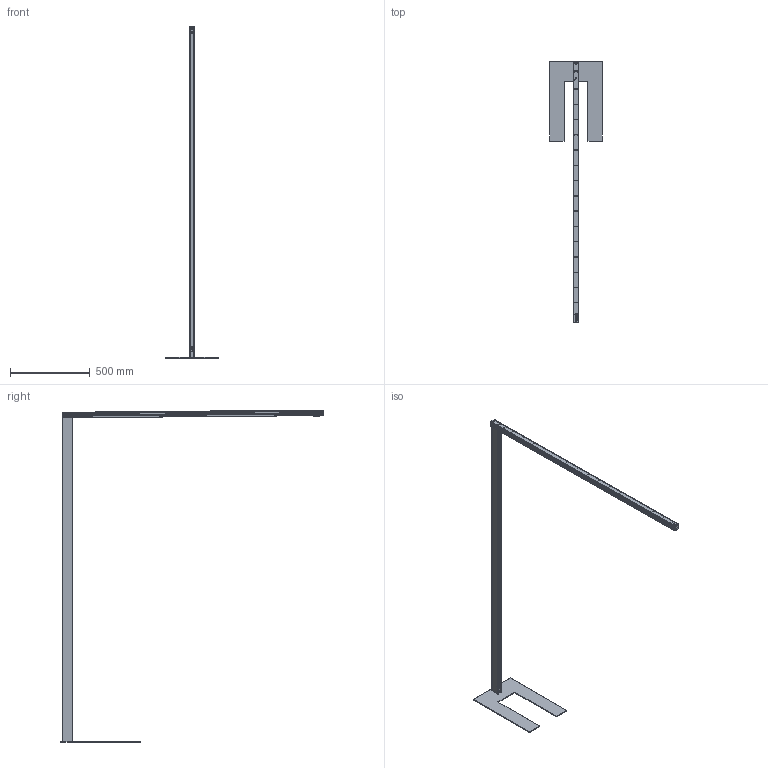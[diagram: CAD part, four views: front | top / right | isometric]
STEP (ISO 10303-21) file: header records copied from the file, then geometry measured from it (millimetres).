
FILE_DESCRIPTION(/* description */ ('This is a sample STEP configuration'),/* implementation_level */ '2;1');
FILE_NAME(/* name */ '646-002xxxxxxxxx SIMPLE.ipt_Rev_00.4.stp',/* time_stamp */ '2023-04-17T10:35:01+02:00',/* author */ ('powerJobs'),/* organization */ ('coolOrange'),/* preprocessor_version */ 'ST-DEVELOPER v19.2',/* originating_system */ 'Autodesk Inventor 2023',/* authorisation */ '');
FILE_SCHEMA (('AUTOMOTIVE_DESIGN { 1 0 10303 214 3 1 1 }'));
Products named in the file (1): ENG000019204
Bounding box: 330 x 1641.66 x 2079.31 mm (x, y, z)
Volume: 1977604.5 mm3; surface area: 1873079.7 mm2
Topology: 19 solids, 41 shells, 7441 faces, 21245 edges, 13893 vertices
Faces by surface type: plane 3993, cylinder 2628, bspline 436, cone 278, torus 68, sphere 38
Full cylindrical faces by diameter (mm): 1.3 x12, 2 x30, 2.7 x34, 3 x1, 5 x2, 5.5 x8, 6.5 x2
Entity records: 264719 total; most frequent: CARTESIAN_POINT 70990, ORIENTED_EDGE 42250, DIRECTION 39070, EDGE_CURVE 21125, VERTEX_POINT 13893, AXIS2_PLACEMENT_3D 13189, LINE 12692, VECTOR 12692
